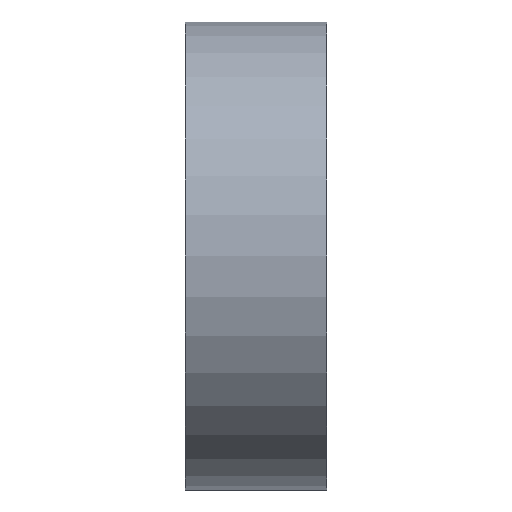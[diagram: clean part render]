
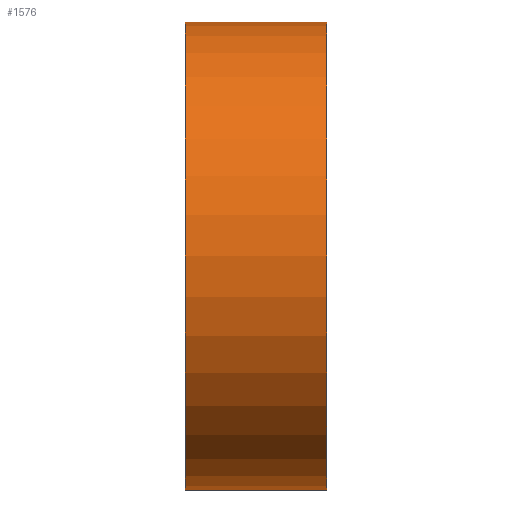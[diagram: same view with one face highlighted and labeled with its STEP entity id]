
A CAD part, left-side view. The second image highlights one B-rep face of the part: STEP entity #1576.
In plain terms, the highlighted cylindrical face has radius 28.448 mm (diameter 56.896 mm), a partial arc.
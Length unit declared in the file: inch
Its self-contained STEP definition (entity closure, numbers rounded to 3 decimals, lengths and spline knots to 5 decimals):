
#107 = CIRCLE ( 'NONE', #1425, 1.12 ) ;
#262 = EDGE_CURVE ( 'NONE', #902, #877, #107, .T. ) ;
#313 = CYLINDRICAL_SURFACE ( 'NONE', #2190, 1.12 ) ;
#316 = CARTESIAN_POINT ( 'NONE',  ( 0., 0., -1.12 ) ) ;
#374 = DIRECTION ( 'NONE',  ( 0., -1., 0. ) ) ;
#408 = DIRECTION ( 'NONE',  ( 0., 0., -1. ) ) ;
#487 = ORIENTED_EDGE ( 'NONE', *, *, #867, .F. ) ;
#510 = CARTESIAN_POINT ( 'NONE',  ( 0., 0., 1.12 ) ) ;
#623 = CIRCLE ( 'NONE', #2247, 1.12 ) ;
#669 = ORIENTED_EDGE ( 'NONE', *, *, #262, .T. ) ;
#681 = EDGE_CURVE ( 'NONE', #816, #902, #1293, .T. ) ;
#696 = CARTESIAN_POINT ( 'NONE',  ( 0., 0.675, 1.12 ) ) ;
#716 = VERTEX_POINT ( 'NONE', #1675 ) ;
#780 = VECTOR ( 'NONE', #374, 39.37008 ) ;
#816 = VERTEX_POINT ( 'NONE', #1735 ) ;
#866 = CARTESIAN_POINT ( 'NONE',  ( 0., 0.675, 0. ) ) ;
#867 = EDGE_CURVE ( 'NONE', #716, #877, #1809, .T. ) ;
#877 = VERTEX_POINT ( 'NONE', #510 ) ;
#902 = VERTEX_POINT ( 'NONE', #316 ) ;
#920 = DIRECTION ( 'NONE',  ( 0., 1., 0. ) ) ;
#976 = DIRECTION ( 'NONE',  ( 0., -1., 0. ) ) ;
#1058 = DIRECTION ( 'NONE',  ( 0., 0., 1. ) ) ;
#1277 = DIRECTION ( 'NONE',  ( 0., -1., 0. ) ) ;
#1293 = LINE ( 'NONE', #1821, #780 ) ;
#1367 = CARTESIAN_POINT ( 'NONE',  ( 0., 0.675, 0. ) ) ;
#1379 = VECTOR ( 'NONE', #1277, 39.37008 ) ;
#1425 = AXIS2_PLACEMENT_3D ( 'NONE', #1961, #920, #2121 ) ;
#1576 = ADVANCED_FACE ( 'NONE', ( #2204 ), #313, .T. ) ;
#1675 = CARTESIAN_POINT ( 'NONE',  ( 0., 0.675, 1.12 ) ) ;
#1722 = ORIENTED_EDGE ( 'NONE', *, *, #1936, .F. ) ;
#1735 = CARTESIAN_POINT ( 'NONE',  ( 0., 0.675, -1.12 ) ) ;
#1809 = LINE ( 'NONE', #696, #1379 ) ;
#1821 = CARTESIAN_POINT ( 'NONE',  ( 0., 0.675, -1.12 ) ) ;
#1907 = ORIENTED_EDGE ( 'NONE', *, *, #681, .T. ) ;
#1936 = EDGE_CURVE ( 'NONE', #816, #716, #623, .T. ) ;
#1961 = CARTESIAN_POINT ( 'NONE',  ( 0., 0., 0. ) ) ;
#2075 = DIRECTION ( 'NONE',  ( 0., 1., 0. ) ) ;
#2121 = DIRECTION ( 'NONE',  ( 0., 0., 1. ) ) ;
#2140 = EDGE_LOOP ( 'NONE', ( #487, #1722, #1907, #669 ) ) ;
#2190 = AXIS2_PLACEMENT_3D ( 'NONE', #1367, #976, #408 ) ;
#2204 = FACE_OUTER_BOUND ( 'NONE', #2140, .T. ) ;
#2247 = AXIS2_PLACEMENT_3D ( 'NONE', #866, #2075, #1058 ) ;
